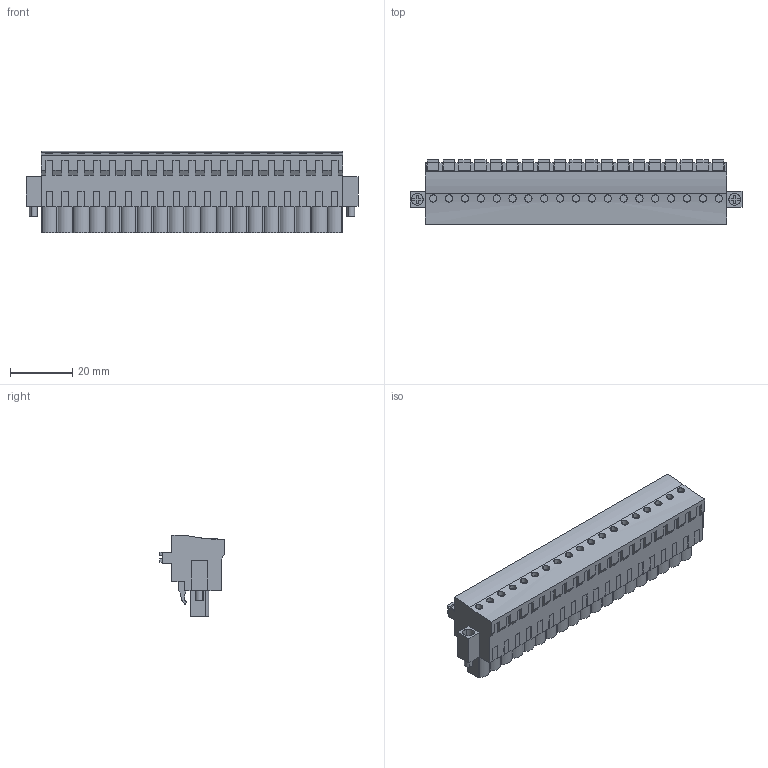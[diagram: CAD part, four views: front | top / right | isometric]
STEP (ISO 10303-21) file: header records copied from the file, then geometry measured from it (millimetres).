
FILE_DESCRIPTION(('CATIA V5 STEP Exchange','CAx-IF Rec.Pracs.--- Model Styling and Organization---1.2---2011-12-15'),'2;1');
FILE_NAME ('D1446326_0_1002260000_1002260000.stp','2017-09-09T13:40:17+00:00',('none'),('Weidmueller'),'CATIA Version 5-6 Release 2014','CATIA V5 STEP AP214','none');
FILE_SCHEMA(('AUTOMOTIVE_DESIGN { 1 0 10303 214 1 1 1 1 }'));
Length unit declared in the file: millimetre
Products named in the file (1): 1002260000
Bounding box: 106.32 x 20.64 x 26.24 mm (x, y, z)
Volume: 29840.7 mm3; surface area: 13012.2 mm2
Topology: 22 solids, 22 shells, 1283 faces, 3684 edges, 2527 vertices
Faces by surface type: plane 1027, cylinder 248, extrusion 8
Entity records: 41557 total; most frequent: CARTESIAN_POINT 8132, ORIENTED_EDGE 7368, DIRECTION 5387, EDGE_CURVE 3684, VECTOR 3138, LINE 3130, VERTEX_POINT 2527, EDGE_LOOP 1369
